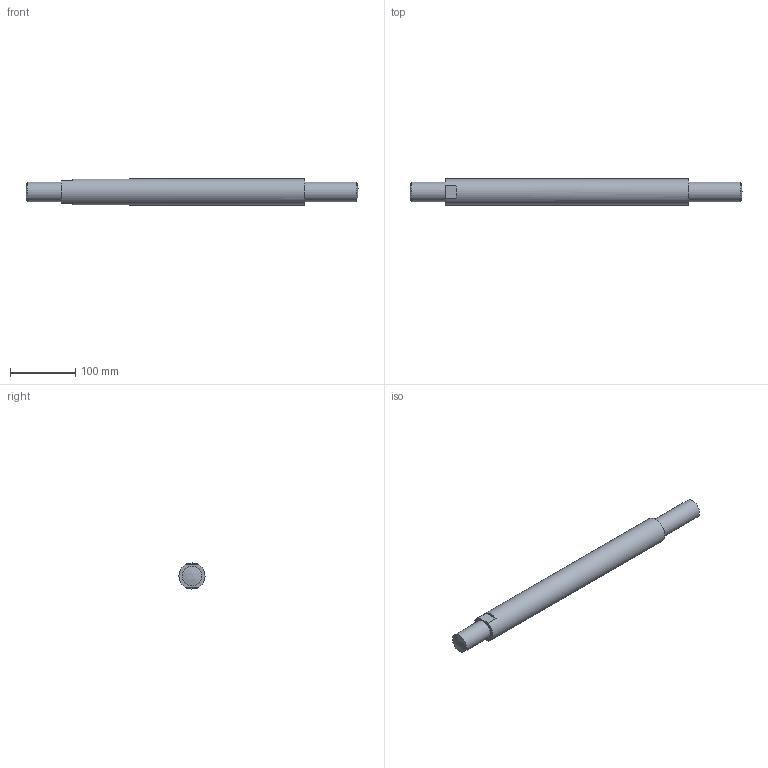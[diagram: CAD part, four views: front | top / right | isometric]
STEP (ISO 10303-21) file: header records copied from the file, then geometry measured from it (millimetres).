
FILE_DESCRIPTION (( 'STEP AP214' ), '1' );
FILE_NAME ('Part 8 Piston rod.STEP', '2025-04-02T10:41:04', ( '' ), ( '' ), 'SwSTEP 2.0', 'SolidWorks 2025', '' );
FILE_SCHEMA (( 'AUTOMOTIVE_DESIGN' ));
Length unit declared in the file: millimetre
Products named in the file (1): Part 8 Piston rod
Bounding box: 509.55 x 40 x 40 mm (x, y, z)
Volume: 563253.4 mm3; surface area: 61939.2 mm2
Topology: 1 solids, 1 shells, 11 faces, 21 edges, 14 vertices
Faces by surface type: plane 6, cylinder 3, sphere 2
Full cylindrical faces by diameter (mm): 30 x2, 40 x1
Entity records: 283 total; most frequent: DIRECTION 50, CARTESIAN_POINT 42, ORIENTED_EDGE 34, AXIS2_PLACEMENT_3D 21, EDGE_CURVE 17, EDGE_LOOP 16, FACE_OUTER_BOUND 14, VERTEX_POINT 13
